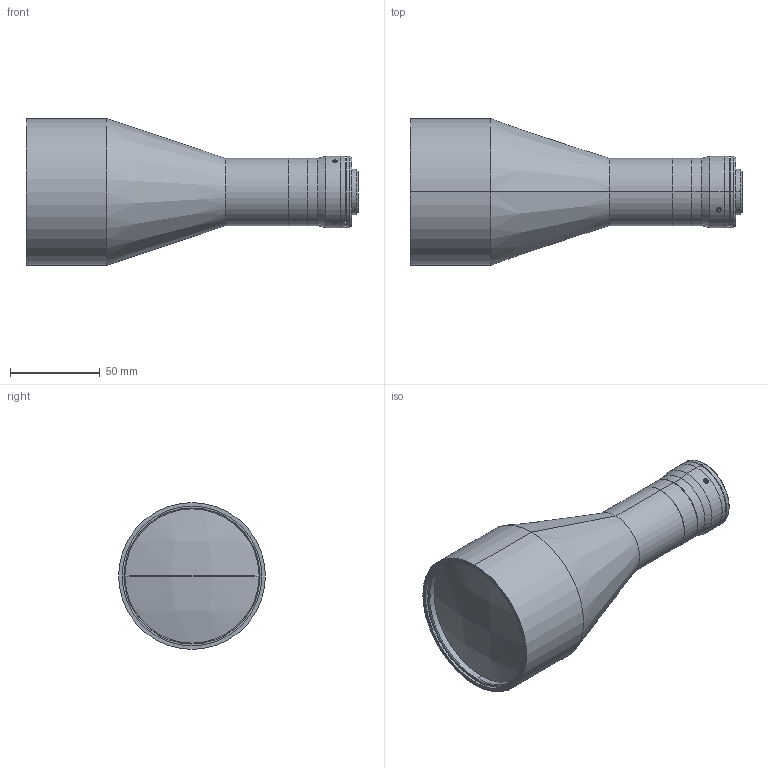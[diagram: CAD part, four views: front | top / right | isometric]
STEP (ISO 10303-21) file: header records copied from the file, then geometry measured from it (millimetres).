
FILE_DESCRIPTION (( 'STEP AP203' ), '1' );
FILE_NAME ('DP31816-A_TCLWD020-180-23.step', '2022-02-15T12:00:15', ( '' ), ( '' ), 'SwSTEP 2.0', 'SolidWorks 2021', '' );
FILE_SCHEMA (( 'CONFIG_CONTROL_DESIGN' ));
Length unit declared in the file: millimetre
Products named in the file (1): DP31816-A_TCLWD020-180-23
Bounding box: 185.47 x 82 x 82 mm (x, y, z)
Surface area: 47001.3 mm2 (no closed solid volume)
Topology: 0 solids, 13 shells, 85 faces, 230 edges, 159 vertices
Faces by surface type: plane 38, cylinder 28, cone 17, sphere 2
Entity records: 2934 total; most frequent: CARTESIAN_POINT 677, DIRECTION 493, ORIENTED_EDGE 376, EDGE_CURVE 230, AXIS2_PLACEMENT_3D 191, VERTEX_POINT 159, VECTOR 111, LINE 111
